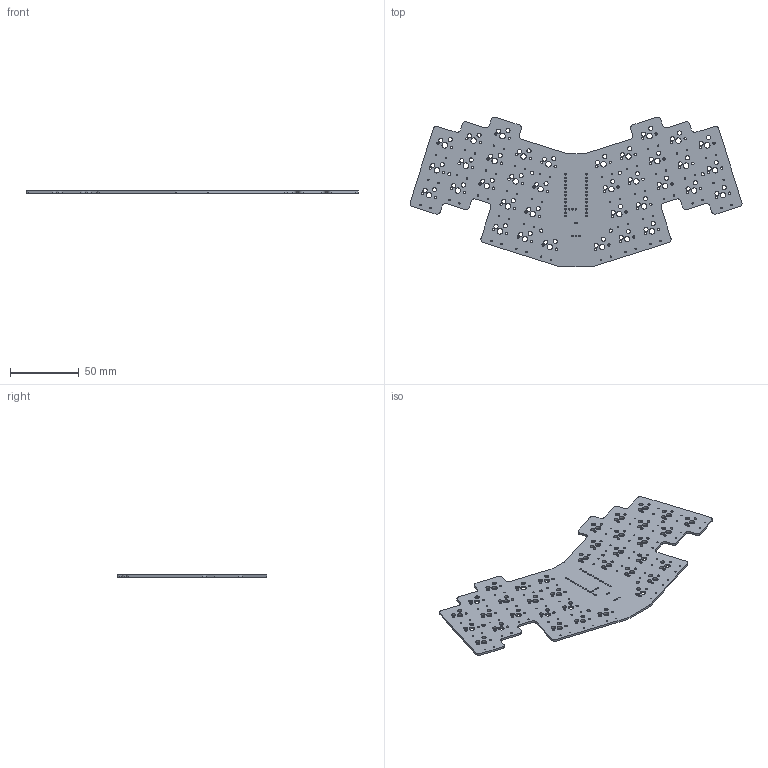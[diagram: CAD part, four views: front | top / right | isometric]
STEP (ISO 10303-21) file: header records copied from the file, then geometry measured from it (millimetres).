
FILE_DESCRIPTION(('KiCad electronic assembly'),'2;1');
FILE_NAME('ergogen_pcb_ergo-rounded.step','2025-07-26T17:24:36',( 'Pcbnew'),('Kicad'),'Open CASCADE STEP processor 7.8', 'KiCad to STEP converter','Unknown');
FILE_SCHEMA(('AUTOMOTIVE_DESIGN { 1 0 10303 214 1 1 1 1 }'));
Length unit declared in the file: millimetre
Products named in the file (2): ergogen_pcb_ergo-rounded 1; ergogen_pcb_ergo-rounded_PCB
Assembly tree (1 placements, depth 2):
  ergogen_pcb_ergo-rounded 1
    ergogen_pcb_ergo-rounded_PCB
Bounding box: 241.07 x 108.78 x 1.51 mm (x, y, z)
Volume: 23525.1 mm3; surface area: 35098.9 mm2
Topology: 1 solids, 1 shells, 358 faces, 1068 edges, 712 vertices
Faces by surface type: cylinder 324, plane 34
Full cylindrical faces by diameter (mm): 0.75 x2, 0.991 x72, 1 x3, 1.092 x29, 1.702 x72, 2.381 x6, 3 x72, 3.988 x36
Entity records: 13625 total; most frequent: DIRECTION 2436, CARTESIAN_POINT 2140, ORIENTED_EDGE 2136, EDGE_CURVE 1068, AXIS2_PLACEMENT_3D 1008, FACE_BOUND 942, EDGE_LOOP 942, VERTEX_POINT 712
